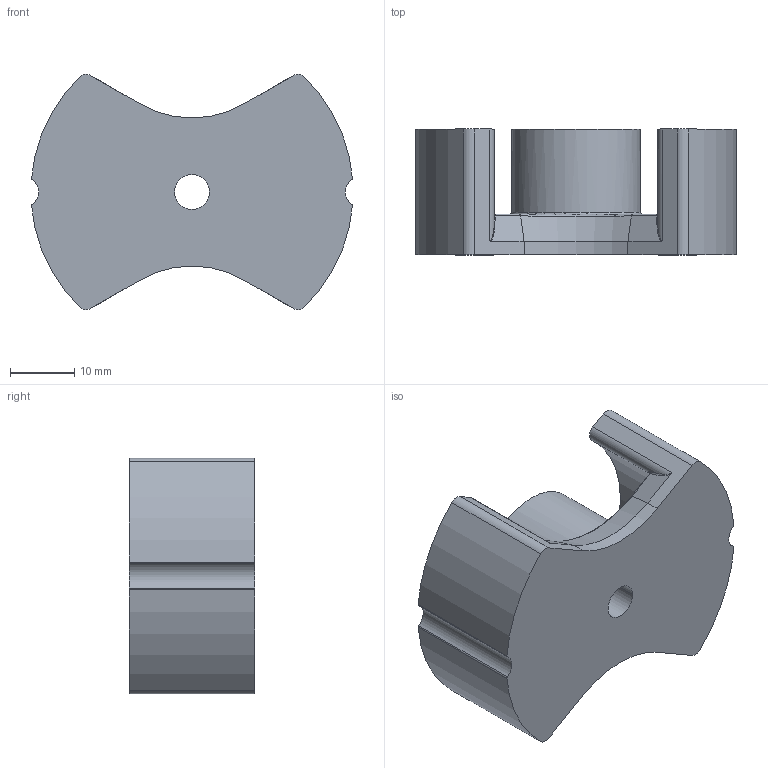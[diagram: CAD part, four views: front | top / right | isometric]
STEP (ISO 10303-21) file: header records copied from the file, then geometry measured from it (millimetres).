
FILE_DESCRIPTION((''),'2;1');
FILE_NAME('C61035-A0052-C012-01-7606','2018-04-16T',('ec7121'),(''),'PRO/ENGINEER BY PARAMETRIC TECHNOLOGY CORPORATION, 2014000','PRO/ENGINEER BY PARAMETRIC TECHNOLOGY CORPORATION, 2014000','');
FILE_SCHEMA(('CONFIG_CONTROL_DESIGN'));
Length unit declared in the file: millimetre
Products named in the file (1): C61035-A0052-C012-01-7606
Bounding box: 49.81 x 19.5 x 36.55 mm (x, y, z)
Volume: 17752.9 mm3; surface area: 7094.6 mm2
Topology: 1 solids, 1 shells, 66 faces, 168 edges, 104 vertices
Faces by surface type: cylinder 30, plane 14, bspline 10, torus 10, cone 2
Entity records: 2726 total; most frequent: CARTESIAN_POINT 1102, DIRECTION 344, ORIENTED_EDGE 336, EDGE_CURVE 168, AXIS2_PLACEMENT_3D 144, VERTEX_POINT 104, CIRCLE 88, EDGE_LOOP 68
